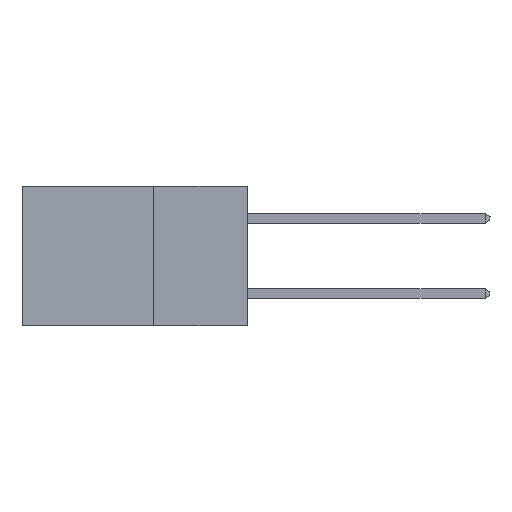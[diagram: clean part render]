
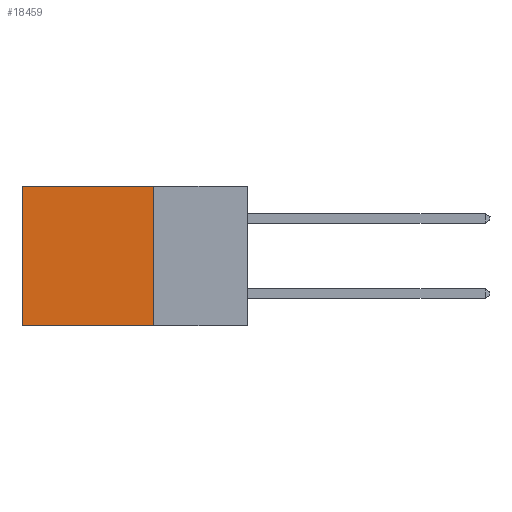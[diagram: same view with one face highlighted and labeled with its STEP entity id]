
A CAD part, left-side view. The second image highlights one B-rep face of the part: STEP entity #18459.
In plain terms, the highlighted planar face has unit normal (-1, 0, 0).
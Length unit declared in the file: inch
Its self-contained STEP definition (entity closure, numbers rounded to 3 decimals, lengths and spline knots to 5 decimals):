
#2362 = EDGE_CURVE ( 'NONE', #17000, #10308, #20334, .T. ) ;
#3055 = CARTESIAN_POINT ( 'NONE',  ( 0.2615, 0.6, -0.37 ) ) ;
#3699 = VERTEX_POINT ( 'NONE', #16137 ) ;
#4246 = DIRECTION ( 'NONE',  ( 0., 0., -1. ) ) ;
#5797 = CARTESIAN_POINT ( 'NONE',  ( 0.2615, 0.25, -0.37 ) ) ;
#6331 = FACE_OUTER_BOUND ( 'NONE', #14590, .T. ) ;
#6332 = VECTOR ( 'NONE', #18616, 39.37008 ) ;
#6335 = EDGE_CURVE ( 'NONE', #10308, #17532, #17129, .T. ) ;
#6531 = DIRECTION ( 'NONE',  ( 0., 0., -1. ) ) ;
#7289 = LINE ( 'NONE', #15432, #15862 ) ;
#7473 = EDGE_CURVE ( 'NONE', #3699, #17532, #14384, .T. ) ;
#7666 = VECTOR ( 'NONE', #6531, 39.37008 ) ;
#8149 = PLANE ( 'NONE',  #10250 ) ;
#9526 = DIRECTION ( 'NONE',  ( 0., 0., -1. ) ) ;
#10250 = AXIS2_PLACEMENT_3D ( 'NONE', #14610, #16094, #9526 ) ;
#10308 = VERTEX_POINT ( 'NONE', #18968 ) ;
#10553 = ORIENTED_EDGE ( 'NONE', *, *, #12323, .T. ) ;
#12323 = EDGE_CURVE ( 'NONE', #17000, #3699, #7289, .T. ) ;
#13366 = ORIENTED_EDGE ( 'NONE', *, *, #7473, .T. ) ;
#14195 = ORIENTED_EDGE ( 'NONE', *, *, #6335, .F. ) ;
#14384 = LINE ( 'NONE', #3055, #7666 ) ;
#14590 = EDGE_LOOP ( 'NONE', ( #13366, #14195, #20105, #10553 ) ) ;
#14610 = CARTESIAN_POINT ( 'NONE',  ( 0.2615, 0.25, -0.37 ) ) ;
#15223 = CARTESIAN_POINT ( 'NONE',  ( 0.2615, 0.6, -0.37 ) ) ;
#15432 = CARTESIAN_POINT ( 'NONE',  ( 0.2615, 0.25, 0. ) ) ;
#15862 = VECTOR ( 'NONE', #18736, 39.37008 ) ;
#15970 = VECTOR ( 'NONE', #4246, 39.37008 ) ;
#16094 = DIRECTION ( 'NONE',  ( 1., 0., 0. ) ) ;
#16137 = CARTESIAN_POINT ( 'NONE',  ( 0.2615, 0.6, 0. ) ) ;
#17000 = VERTEX_POINT ( 'NONE', #18426 ) ;
#17129 = LINE ( 'NONE', #5797, #6332 ) ;
#17532 = VERTEX_POINT ( 'NONE', #15223 ) ;
#18426 = CARTESIAN_POINT ( 'NONE',  ( 0.2615, 0.25, 0. ) ) ;
#18459 = ADVANCED_FACE ( 'NONE', ( #6331 ), #8149, .F. ) ;
#18616 = DIRECTION ( 'NONE',  ( 0., 1., 0. ) ) ;
#18736 = DIRECTION ( 'NONE',  ( 0., 1., 0. ) ) ;
#18742 = CARTESIAN_POINT ( 'NONE',  ( 0.2615, 0.25, -0.37 ) ) ;
#18968 = CARTESIAN_POINT ( 'NONE',  ( 0.2615, 0.25, -0.37 ) ) ;
#20105 = ORIENTED_EDGE ( 'NONE', *, *, #2362, .F. ) ;
#20334 = LINE ( 'NONE', #18742, #15970 ) ;
